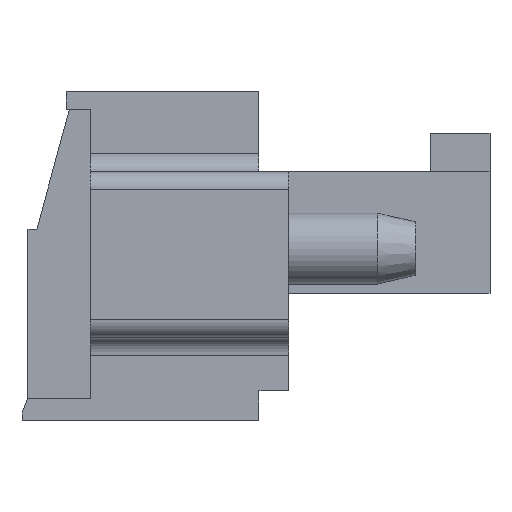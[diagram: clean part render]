
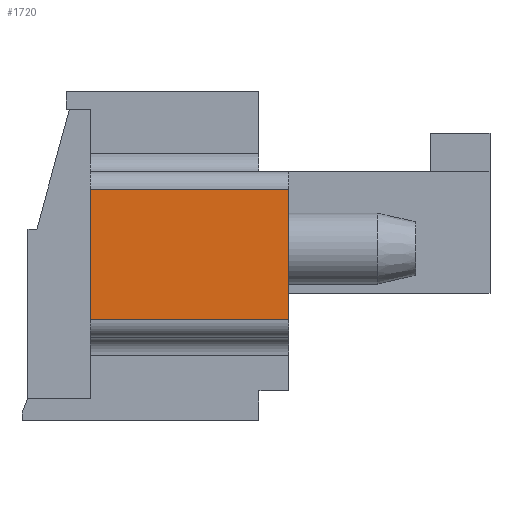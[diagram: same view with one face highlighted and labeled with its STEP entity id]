
A CAD part, left-side view. The second image highlights one B-rep face of the part: STEP entity #1720.
In plain terms, the highlighted planar face has unit normal (-1, 0, 0).
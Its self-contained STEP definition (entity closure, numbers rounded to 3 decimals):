
#1720 = ADVANCED_FACE( '', ( #3402 ), #3403, .F. );
#3402 = FACE_OUTER_BOUND( '', #5011, .T. );
#3403 = PLANE( '', #5012 );
#5011 = EDGE_LOOP( '', ( #9503, #9504, #9505, #9506 ) );
#5012 = AXIS2_PLACEMENT_3D( '', #9507, #9508, #9509 );
#9503 = ORIENTED_EDGE( '', *, *, #10409, .F. );
#9504 = ORIENTED_EDGE( '', *, *, #10048, .T. );
#9505 = ORIENTED_EDGE( '', *, *, #10995, .F. );
#9506 = ORIENTED_EDGE( '', *, *, #10017, .T. );
#9507 = CARTESIAN_POINT( '', ( -13.95, 0., 0. ) );
#9508 = DIRECTION( '', ( 1., 0., 0. ) );
#9509 = DIRECTION( '', ( 0., 0., -1. ) );
#10017 = EDGE_CURVE( '', #12135, #12133, #12136, .F. );
#10048 = EDGE_CURVE( '', #12189, #12186, #12190, .F. );
#10409 = EDGE_CURVE( '', #12189, #12133, #12760, .T. );
#10995 = EDGE_CURVE( '', #12135, #12186, #13590, .T. );
#12133 = VERTEX_POINT( '', #15116 );
#12135 = VERTEX_POINT( '', #15118 );
#12136 = LINE( '', #15119, #15120 );
#12186 = VERTEX_POINT( '', #15189 );
#12189 = VERTEX_POINT( '', #15192 );
#12190 = LINE( '', #15193, #15194 );
#12760 = LINE( '', #16008, #16009 );
#13590 = LINE( '', #17240, #17241 );
#15116 = CARTESIAN_POINT( '', ( -13.95, -5., -2.225 ) );
#15118 = CARTESIAN_POINT( '', ( -13.95, 1.7, -2.225 ) );
#15119 = CARTESIAN_POINT( '', ( -13.95, -5., -2.225 ) );
#15120 = VECTOR( '', #18186, 1000. );
#15189 = CARTESIAN_POINT( '', ( -13.95, 1.7, 2.175 ) );
#15192 = CARTESIAN_POINT( '', ( -13.95, -5., 2.175 ) );
#15193 = CARTESIAN_POINT( '', ( -13.95, 1.7, 2.175 ) );
#15194 = VECTOR( '', #18224, 1000. );
#16008 = CARTESIAN_POINT( '', ( -13.95, -5., 2.775 ) );
#16009 = VECTOR( '', #18590, 1000. );
#17240 = CARTESIAN_POINT( '', ( -13.95, 1.7, -2.825 ) );
#17241 = VECTOR( '', #19127, 1000. );
#18186 = DIRECTION( '', ( 0., 1., 0. ) );
#18224 = DIRECTION( '', ( 0., -1., 0. ) );
#18590 = DIRECTION( '', ( 0., 0., -1. ) );
#19127 = DIRECTION( '', ( 0., 0., 1. ) );
